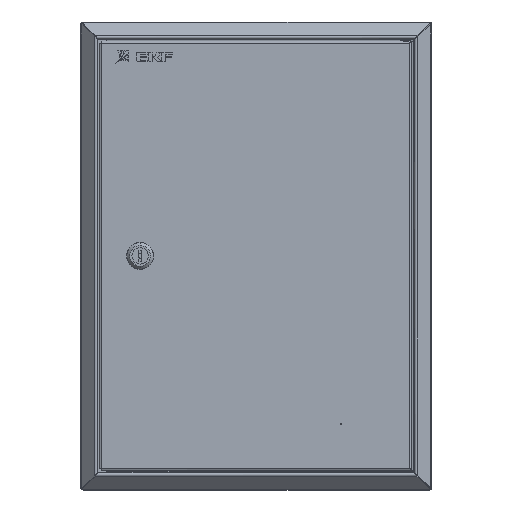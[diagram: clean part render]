
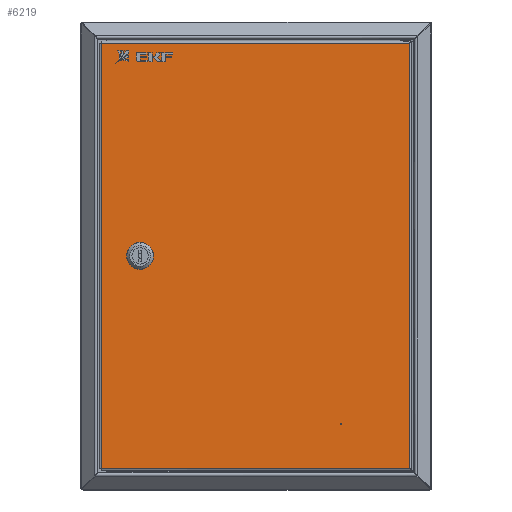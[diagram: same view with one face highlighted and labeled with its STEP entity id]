
A CAD part, top view. The second image highlights one B-rep face of the part: STEP entity #6219.
In plain terms, the highlighted planar face has unit normal (0, 0, 1).
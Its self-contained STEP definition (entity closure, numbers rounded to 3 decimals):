
#154 = DIRECTION ( 'NONE',  ( 0., 0., 1. ) ) ;
#1132 = CARTESIAN_POINT ( 'NONE',  ( 24.8, 187.279, 0. ) ) ;
#1467 = EDGE_CURVE ( 'NONE', #8435, #11005, #16950, .T. ) ;
#1612 = VECTOR ( 'NONE', #25240, 1000. ) ;
#2286 = LINE ( 'NONE', #27294, #1612 ) ;
#2382 = DIRECTION ( 'NONE',  ( 0., 0., -1. ) ) ;
#2429 = EDGE_CURVE ( 'NONE', #5098, #5922, #22417, .T. ) ;
#2797 = DIRECTION ( 'NONE',  ( 0., -1., 0. ) ) ;
#3010 = DIRECTION ( 'NONE',  ( 0., 0., 1. ) ) ;
#4044 = CARTESIAN_POINT ( 'NONE',  ( 24.8, 179.981, 0. ) ) ;
#4094 = CARTESIAN_POINT ( 'NONE',  ( 263.7, 1.7, 0. ) ) ;
#4853 = CARTESIAN_POINT ( 'NONE',  ( 263.7, 365.56, 0. ) ) ;
#5090 = CARTESIAN_POINT ( 'NONE',  ( 205.4, 40., 0. ) ) ;
#5098 = VERTEX_POINT ( 'NONE', #4853 ) ;
#5149 = FACE_BOUND ( 'NONE', #14951, .T. ) ;
#5474 = LINE ( 'NONE', #21078, #22172 ) ;
#5688 = VECTOR ( 'NONE', #21135, 1000. ) ;
#5713 = VECTOR ( 'NONE', #2797, 1000. ) ;
#5824 = FACE_OUTER_BOUND ( 'NONE', #25351, .T. ) ;
#5922 = VERTEX_POINT ( 'NONE', #25553 ) ;
#6219 = ADVANCED_FACE ( 'NONE', ( #27570, #5149, #5824 ), #20396, .F. ) ;
#6258 = ORIENTED_EDGE ( 'NONE', *, *, #17461, .T. ) ;
#6376 = EDGE_CURVE ( 'NONE', #25933, #8435, #2286, .T. ) ;
#6841 = VERTEX_POINT ( 'NONE', #26799 ) ;
#6871 = CARTESIAN_POINT ( 'NONE',  ( 41.8, 179.981, 0. ) ) ;
#6875 = EDGE_CURVE ( 'NONE', #16231, #25933, #9755, .T. ) ;
#7028 = VECTOR ( 'NONE', #21118, 1000. ) ;
#7090 = EDGE_CURVE ( 'NONE', #11005, #16231, #11440, .T. ) ;
#7224 = DIRECTION ( 'NONE',  ( -1., 0., 0. ) ) ;
#7312 = CARTESIAN_POINT ( 'NONE',  ( 0., 0., 0. ) ) ;
#7325 = AXIS2_PLACEMENT_3D ( 'NONE', #15450, #2382, #17625 ) ;
#7493 = ORIENTED_EDGE ( 'NONE', *, *, #17973, .T. ) ;
#8435 = VERTEX_POINT ( 'NONE', #4044 ) ;
#9507 = DIRECTION ( 'NONE',  ( 0., 0., -1. ) ) ;
#9601 = VERTEX_POINT ( 'NONE', #18635 ) ;
#9634 = EDGE_LOOP ( 'NONE', ( #17934, #7493 ) ) ;
#9755 = CIRCLE ( 'NONE', #22834, 9.25 ) ;
#9963 = ORIENTED_EDGE ( 'NONE', *, *, #6376, .F. ) ;
#10182 = DIRECTION ( 'NONE',  ( 1., 0., 0. ) ) ;
#11005 = VERTEX_POINT ( 'NONE', #6871 ) ;
#11440 = LINE ( 'NONE', #16735, #5688 ) ;
#11819 = EDGE_CURVE ( 'NONE', #6841, #14966, #5474, .T. ) ;
#12682 = DIRECTION ( 'NONE',  ( 0., 1., 0. ) ) ;
#13337 = ORIENTED_EDGE ( 'NONE', *, *, #1467, .F. ) ;
#13431 = EDGE_CURVE ( 'NONE', #14917, #9601, #20213, .T. ) ;
#13619 = AXIS2_PLACEMENT_3D ( 'NONE', #7312, #9507, #24791 ) ;
#13666 = ORIENTED_EDGE ( 'NONE', *, *, #6875, .F. ) ;
#13884 = EDGE_CURVE ( 'NONE', #14966, #5098, #15786, .T. ) ;
#13975 = ORIENTED_EDGE ( 'NONE', *, *, #13884, .T. ) ;
#14436 = CARTESIAN_POINT ( 'NONE',  ( 33.3, 183.63, 0. ) ) ;
#14827 = DIRECTION ( 'NONE',  ( 1., 0., 0. ) ) ;
#14917 = VERTEX_POINT ( 'NONE', #25314 ) ;
#14951 = EDGE_LOOP ( 'NONE', ( #9963, #13666, #21270, #13337 ) ) ;
#14966 = VERTEX_POINT ( 'NONE', #4094 ) ;
#15450 = CARTESIAN_POINT ( 'NONE',  ( 205.4, 40., 0. ) ) ;
#15786 = LINE ( 'NONE', #25795, #16458 ) ;
#15874 = CARTESIAN_POINT ( 'NONE',  ( 0., 0., 0. ) ) ;
#16087 = CARTESIAN_POINT ( 'NONE',  ( 33.3, 183.63, 0. ) ) ;
#16231 = VERTEX_POINT ( 'NONE', #17617 ) ;
#16458 = VECTOR ( 'NONE', #12682, 1000. ) ;
#16735 = CARTESIAN_POINT ( 'NONE',  ( 41.8, 187.279, 0. ) ) ;
#16950 = CIRCLE ( 'NONE', #18180, 9.25 ) ;
#17461 = EDGE_CURVE ( 'NONE', #5922, #6841, #23118, .T. ) ;
#17617 = CARTESIAN_POINT ( 'NONE',  ( 41.8, 187.279, 0. ) ) ;
#17625 = DIRECTION ( 'NONE',  ( -1., 0., 0. ) ) ;
#17934 = ORIENTED_EDGE ( 'NONE', *, *, #13431, .T. ) ;
#17973 = EDGE_CURVE ( 'NONE', #9601, #14917, #26081, .T. ) ;
#18180 = AXIS2_PLACEMENT_3D ( 'NONE', #14436, #154, #14827 ) ;
#18264 = DIRECTION ( 'NONE',  ( 1., 0., 0. ) ) ;
#18635 = CARTESIAN_POINT ( 'NONE',  ( 205.9, 40., 0. ) ) ;
#20034 = AXIS2_PLACEMENT_3D ( 'NONE', #5090, #20307, #7224 ) ;
#20213 = CIRCLE ( 'NONE', #7325, 0.5 ) ;
#20307 = DIRECTION ( 'NONE',  ( 0., 0., -1. ) ) ;
#20396 = PLANE ( 'NONE',  #13619 ) ;
#21078 = CARTESIAN_POINT ( 'NONE',  ( 0., 1.7, 0. ) ) ;
#21118 = DIRECTION ( 'NONE',  ( -1., 0., 0. ) ) ;
#21135 = DIRECTION ( 'NONE',  ( 0., 1., 0. ) ) ;
#21270 = ORIENTED_EDGE ( 'NONE', *, *, #7090, .F. ) ;
#21511 = CARTESIAN_POINT ( 'NONE',  ( 264.523, 365.56, 0. ) ) ;
#22172 = VECTOR ( 'NONE', #10182, 1000. ) ;
#22417 = LINE ( 'NONE', #21511, #7028 ) ;
#22834 = AXIS2_PLACEMENT_3D ( 'NONE', #16087, #3010, #18264 ) ;
#23118 = LINE ( 'NONE', #15874, #5713 ) ;
#24791 = DIRECTION ( 'NONE',  ( -1., 0., 0. ) ) ;
#25240 = DIRECTION ( 'NONE',  ( 0., -1., 0. ) ) ;
#25314 = CARTESIAN_POINT ( 'NONE',  ( 204.9, 40., 0. ) ) ;
#25351 = EDGE_LOOP ( 'NONE', ( #13975, #25464, #6258, #25945 ) ) ;
#25464 = ORIENTED_EDGE ( 'NONE', *, *, #2429, .T. ) ;
#25553 = CARTESIAN_POINT ( 'NONE',  ( 0., 365.56, 0. ) ) ;
#25795 = CARTESIAN_POINT ( 'NONE',  ( 263.7, 0.877, 0. ) ) ;
#25933 = VERTEX_POINT ( 'NONE', #1132 ) ;
#25945 = ORIENTED_EDGE ( 'NONE', *, *, #11819, .T. ) ;
#26081 = CIRCLE ( 'NONE', #20034, 0.5 ) ;
#26799 = CARTESIAN_POINT ( 'NONE',  ( 0., 1.7, 0. ) ) ;
#27294 = CARTESIAN_POINT ( 'NONE',  ( 24.8, 187.279, 0. ) ) ;
#27570 = FACE_BOUND ( 'NONE', #9634, .T. ) ;
